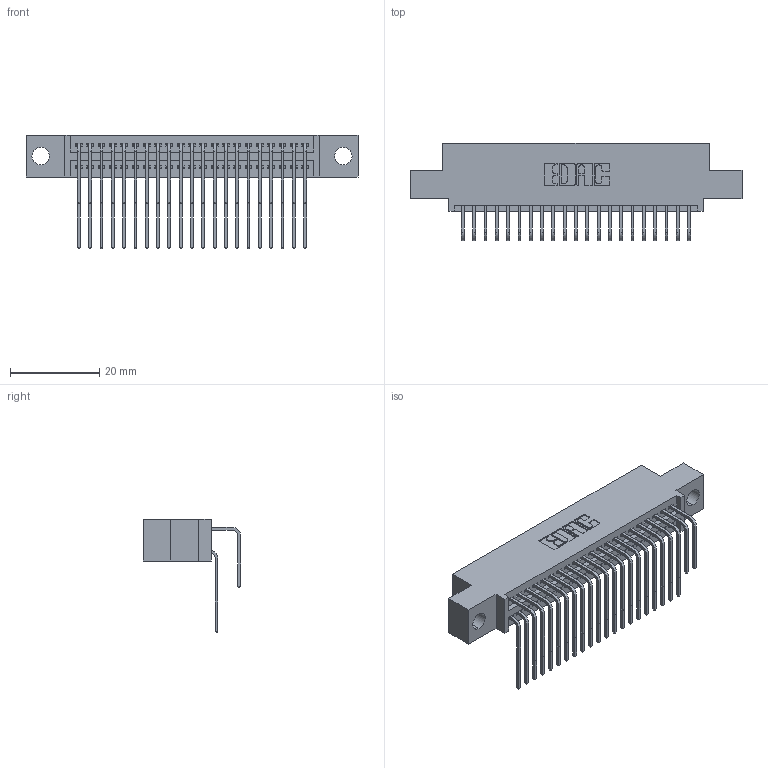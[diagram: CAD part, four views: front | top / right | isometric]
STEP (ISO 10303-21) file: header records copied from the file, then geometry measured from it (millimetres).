
FILE_DESCRIPTION (( 'STEP AP203' ), '1' );
FILE_NAME ('345-042-558-504.STEP', '2018-09-08T00:29:54', ( '' ), ( '' ), 'SwSTEP 2.0', 'SolidWorks 2016', '' );
FILE_SCHEMA (( 'CONFIG_CONTROL_DESIGN' ));
Length unit declared in the file: inch
Products named in the file (4): 345 Part_0.110 Offset - 0.156 Dia-TH; 345-292-001_558 559 Tail - 1; 345-292-001_558 Tail - 2; 345-042-558-504
Assembly tree (43 placements, depth 2):
  345-042-558-504
    345 Part_0.110 Offset - 0.156 Dia-TH
    345-292-001_558 559 Tail - 1  x21
    345-292-001_558 Tail - 2  x21
Bounding box: 74.55 x 21.83 x 25.53 mm (x, y, z)
Volume: 7127.9 mm3; surface area: 11176.8 mm2
Topology: 43 solids, 43 shells, 2314 faces, 6863 edges, 4518 vertices
Faces by surface type: plane 1554, cylinder 760
Entity records: 21091 total; most frequent: CARTESIAN_POINT 3603, ORIENTED_EDGE 3486, DIRECTION 3175, EDGE_CURVE 1743, VECTOR 1487, LINE 1487, VERTEX_POINT 1158, AXIS2_PLACEMENT_3D 844
